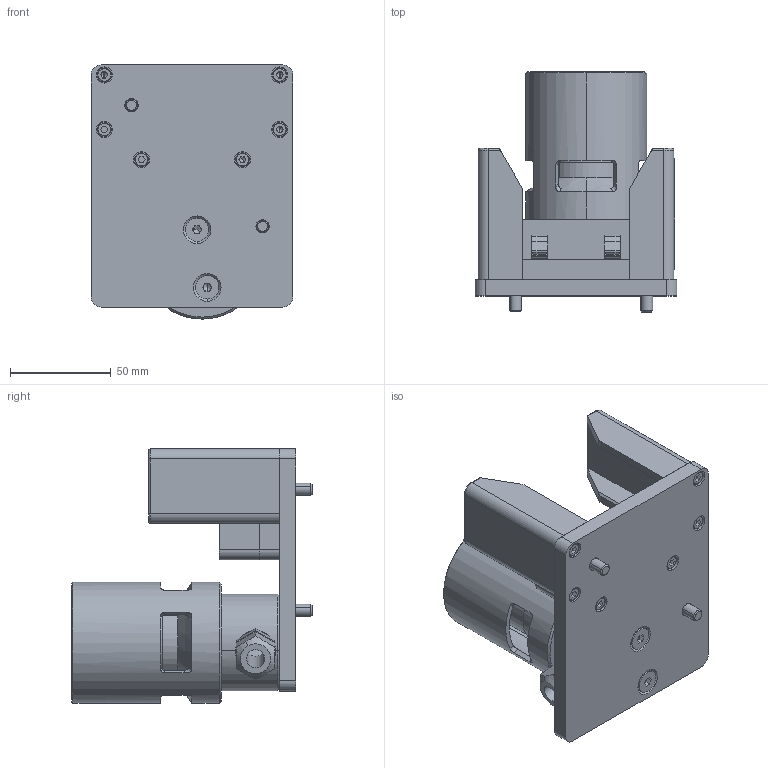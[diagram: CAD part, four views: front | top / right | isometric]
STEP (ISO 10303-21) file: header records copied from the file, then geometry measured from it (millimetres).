
FILE_DESCRIPTION (( 'STEP AP214' ), '1' );
FILE_NAME ('MC2CHARGE_252496.STEP', '2015-02-18T14:12:31', ( 'Admin1' ), ( '' ), 'SwSTEP 2.0', 'SolidWorks 2014', '' );
FILE_SCHEMA (( 'AUTOMOTIVE_DESIGN' ));
Length unit declared in the file: millimetre
Products named in the file (1): MC2CHARGE_252496
Bounding box: 100 x 119 x 126 mm (x, y, z)
Surface area: 94851.5 mm2 (no closed solid volume)
Topology: 0 solids, 29 shells, 360 faces, 1073 edges, 704 vertices
Faces by surface type: plane 171, cylinder 111, cone 52, torus 18, bspline 8
Entity records: 16616 total; most frequent: CARTESIAN_POINT 3090, DIRECTION 2050, ORIENTED_EDGE 1785, EDGE_CURVE 1059, AXIS2_PLACEMENT_3D 716, VERTEX_POINT 704, LINE 618, VECTOR 618
